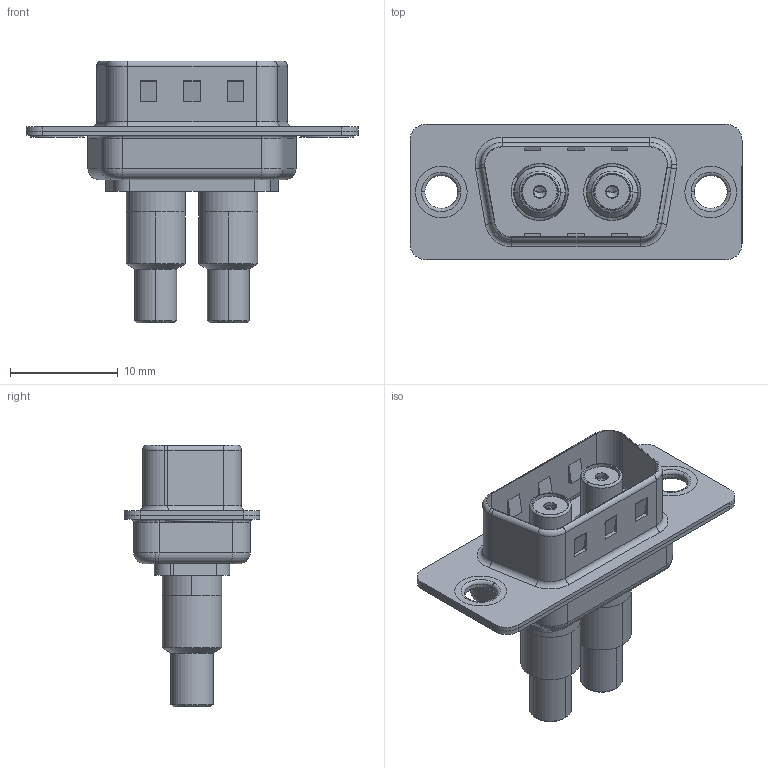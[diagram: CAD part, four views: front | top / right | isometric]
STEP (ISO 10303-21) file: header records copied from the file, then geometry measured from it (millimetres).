
FILE_DESCRIPTION (( 'STEP AP203' ), '1' );
FILE_NAME ('627-2W2-222-5N1.STEP', '2019-05-23T16:03:19', ( '' ), ( '' ), 'SwSTEP 2.0', 'SolidWorks 2016', '' );
FILE_SCHEMA (( 'CONFIG_CONTROL_DESIGN' ));
Length unit declared in the file: millimetre
Products named in the file (12): 627Combo Housing_2W2; Insulator Socket 2; 627Combo Shell Rear_09 Contacts; Locking Collar; 627Combo Shell Front_09 Contacts; Socket_Solder Cup; 627Combo Thru Hole Rivet; Solder Cover; Co-Ax Jack_Solder Cup Tail; Co-Ax Jack Assy_SC; Insulator Socket; 627-2W2-222-5N1
Assembly tree (13 placements, depth 3):
  627-2W2-222-5N1
    627Combo Housing_2W2
    627Combo Shell Rear_09 Contacts
    627Combo Shell Front_09 Contacts
    627Combo Thru Hole Rivet  x2
    Co-Ax Jack Assy_SC  x2
      Co-Ax Jack_Solder Cup Tail
      Insulator Socket
      Insulator Socket 2
      Locking Collar
      Socket_Solder Cup
      Solder Cover
Bounding box: 30.8 x 12.6 x 24.3 mm (x, y, z)
Volume: 1491 mm3; surface area: 5118 mm2
Topology: 17 solids, 17 shells, 538 faces, 1253 edges, 770 vertices
Faces by surface type: cylinder 241, plane 187, torus 66, cone 40, bspline 4
Entity records: 12888 total; most frequent: DIRECTION 2152, CARTESIAN_POINT 2107, ORIENTED_EDGE 1860, EDGE_CURVE 930, AXIS2_PLACEMENT_3D 843, VERTEX_POINT 578, VECTOR 466, LINE 466
